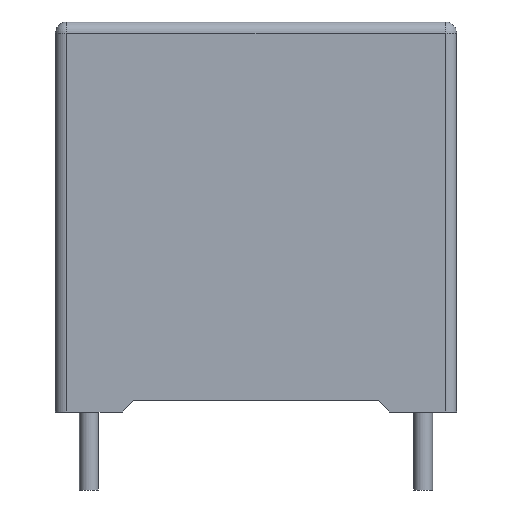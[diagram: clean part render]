
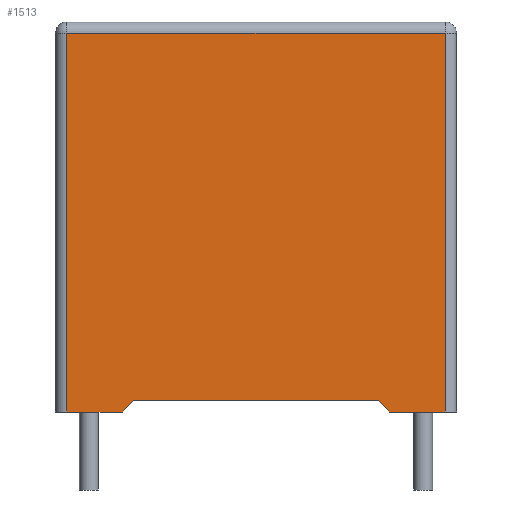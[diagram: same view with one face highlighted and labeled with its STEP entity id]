
A CAD part, front view. The second image highlights one B-rep face of the part: STEP entity #1513.
In plain terms, the highlighted planar face has unit normal (0, -1, 0).
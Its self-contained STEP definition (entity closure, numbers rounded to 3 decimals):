
#778=CARTESIAN_POINT('',(8.5,-5.,0.0));
#779=VERTEX_POINT('',#778);
#787=CARTESIAN_POINT('',(6.,-5.,0.0));
#788=VERTEX_POINT('',#787);
#789=CARTESIAN_POINT('',(6.,-5.,0.0));
#790=DIRECTION('',(1.0,0.0,0.0));
#791=VECTOR('',#790,2.5);
#792=LINE('',#789,#791);
#793=EDGE_CURVE('',#788,#779,#792,.T.);
#835=CARTESIAN_POINT('',(5.5,-5.,0.5));
#836=VERTEX_POINT('',#835);
#837=CARTESIAN_POINT('',(5.5,-5.,0.5));
#838=DIRECTION('',(0.707,0.0,-0.707));
#839=VECTOR('',#838,0.707);
#840=LINE('',#837,#839);
#841=EDGE_CURVE('',#836,#788,#840,.T.);
#980=CARTESIAN_POINT('',(-8.5,-5.0,0.0));
#981=VERTEX_POINT('',#980);
#1013=CARTESIAN_POINT('',(-6.0,-5.0,0.0));
#1014=VERTEX_POINT('',#1013);
#1021=CARTESIAN_POINT('',(-6.0,-5.0,0.0));
#1022=DIRECTION('',(-1.0,0.0,0.0));
#1023=VECTOR('',#1022,2.5);
#1024=LINE('',#1021,#1023);
#1025=EDGE_CURVE('',#1014,#981,#1024,.T.);
#1036=CARTESIAN_POINT('',(-5.5,-5.,0.5));
#1037=VERTEX_POINT('',#1036);
#1044=CARTESIAN_POINT('',(-5.5,-5.0,0.5));
#1045=DIRECTION('',(-0.707,0.0,-0.707));
#1046=VECTOR('',#1045,0.707);
#1047=LINE('',#1044,#1046);
#1048=EDGE_CURVE('',#1037,#1014,#1047,.T.);
#1107=CARTESIAN_POINT('',(8.5,-5.0,17.0));
#1108=VERTEX_POINT('',#1107);
#1177=CARTESIAN_POINT('',(-8.5,-5.0,17.0));
#1178=VERTEX_POINT('',#1177);
#1313=CARTESIAN_POINT('',(-8.5,-5.0,0.0));
#1314=DIRECTION('',(0.0,0.0,1.0));
#1315=VECTOR('',#1314,17.0);
#1316=LINE('',#1313,#1315);
#1317=EDGE_CURVE('',#981,#1178,#1316,.T.);
#1336=CARTESIAN_POINT('',(-8.5,-5.0,17.0));
#1337=DIRECTION('',(1.0,0.0,0.0));
#1338=VECTOR('',#1337,17.0);
#1339=LINE('',#1336,#1338);
#1340=EDGE_CURVE('',#1178,#1108,#1339,.T.);
#1408=CARTESIAN_POINT('',(8.5,-5.,0.0));
#1409=DIRECTION('',(0.0,0.0,1.0));
#1410=VECTOR('',#1409,17.0);
#1411=LINE('',#1408,#1410);
#1412=EDGE_CURVE('',#779,#1108,#1411,.T.);
#1493=CARTESIAN_POINT('',(9.0,-5.0,0.5));
#1494=DIRECTION('',(0.0,-1.0,0.0));
#1495=DIRECTION('',(0.0,0.0,-1.0));
#1496=AXIS2_PLACEMENT_3D('',#1493,#1494,#1495);
#1497=PLANE('',#1496);
#1498=ORIENTED_EDGE('',*,*,#1317,.F.);
#1499=ORIENTED_EDGE('',*,*,#1025,.F.);
#1500=ORIENTED_EDGE('',*,*,#1048,.F.);
#1501=CARTESIAN_POINT('',(-5.5,-5.0,0.5));
#1502=DIRECTION('',(1.0,0.0,0.0));
#1503=VECTOR('',#1502,11.0);
#1504=LINE('',#1501,#1503);
#1505=EDGE_CURVE('',#1037,#836,#1504,.T.);
#1506=ORIENTED_EDGE('',*,*,#1505,.T.);
#1507=ORIENTED_EDGE('',*,*,#841,.T.);
#1508=ORIENTED_EDGE('',*,*,#793,.T.);
#1509=ORIENTED_EDGE('',*,*,#1412,.T.);
#1510=ORIENTED_EDGE('',*,*,#1340,.F.);
#1511=EDGE_LOOP('',(#1498,#1499,#1500,#1506,#1507,#1508,#1509,#1510));
#1512=FACE_OUTER_BOUND('',#1511,.T.);
#1513=ADVANCED_FACE('',(#1512),#1497,.T.);
